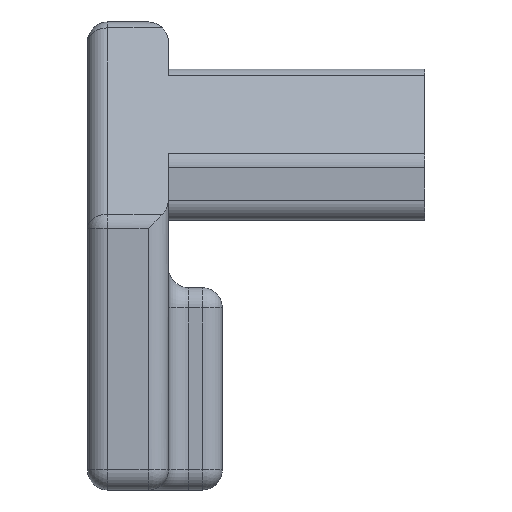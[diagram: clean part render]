
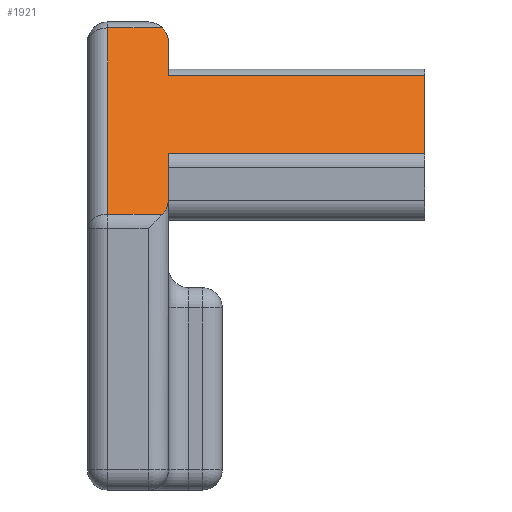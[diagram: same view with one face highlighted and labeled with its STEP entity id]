
A CAD part, left-side view. The second image highlights one B-rep face of the part: STEP entity #1921.
In plain terms, the highlighted planar face has unit normal (-0.707, 0, 0.707).
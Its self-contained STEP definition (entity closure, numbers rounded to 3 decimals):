
#27 = VERTEX_POINT ( 'NONE', #854 ) ;
#30 = EDGE_CURVE ( 'NONE', #324, #1973, #2001, .T. ) ;
#124 = VECTOR ( 'NONE', #964, 1000. ) ;
#134 = ORIENTED_EDGE ( 'NONE', *, *, #2223, .T. ) ;
#205 = ORIENTED_EDGE ( 'NONE', *, *, #1250, .F. ) ;
#248 = ORIENTED_EDGE ( 'NONE', *, *, #822, .F. ) ;
#304 = CARTESIAN_POINT ( 'NONE',  ( -97.561, 25.439, 10.439 ) ) ;
#324 = VERTEX_POINT ( 'NONE', #1029 ) ;
#341 = DIRECTION ( 'NONE',  ( 0., -1., 0. ) ) ;
#343 = CARTESIAN_POINT ( 'NONE',  ( -93.061, 25., 14.939 ) ) ;
#348 = ORIENTED_EDGE ( 'NONE', *, *, #1658, .F. ) ;
#371 = VERTEX_POINT ( 'NONE', #1356 ) ;
#393 = LINE ( 'NONE', #415, #1122 ) ;
#398 = DIRECTION ( 'NONE',  ( 0., 1., 0. ) ) ;
#400 = EDGE_LOOP ( 'NONE', ( #248, #1251, #643, #1066, #1862, #581, #205, #348, #134, #1493 ) ) ;
#406 = VERTEX_POINT ( 'NONE', #1099 ) ;
#415 = CARTESIAN_POINT ( 'NONE',  ( -83.3, 25., 24.7 ) ) ;
#416 = CARTESIAN_POINT ( 'NONE',  ( -87.239, 31., 20.761 ) ) ;
#419 = LINE ( 'NONE', #466, #124 ) ;
#457 = CARTESIAN_POINT ( 'NONE',  ( -84.8, 25., 23.2 ) ) ;
#466 = CARTESIAN_POINT ( 'NONE',  ( -83.3, 29.5, 24.7 ) ) ;
#488 = CARTESIAN_POINT ( 'NONE',  ( -98., 6., 10. ) ) ;
#516 = CARTESIAN_POINT ( 'NONE',  ( -83.3, 25., 24.7 ) ) ;
#581 = ORIENTED_EDGE ( 'NONE', *, *, #30, .F. ) ;
#643 = ORIENTED_EDGE ( 'NONE', *, *, #1606, .F. ) ;
#683 = LINE ( 'NONE', #516, #1168 ) ;
#760 = VERTEX_POINT ( 'NONE', #343 ) ;
#776 = DIRECTION ( 'NONE',  ( 0.707, 0., 0.707 ) ) ;
#779 = CARTESIAN_POINT ( 'NONE',  ( -84.024, 25.154, 23.976 ) ) ;
#807 = CARTESIAN_POINT ( 'NONE',  ( -93.061, 6., 14.939 ) ) ;
#822 = EDGE_CURVE ( 'NONE', #2069, #27, #393, .T. ) ;
#854 = CARTESIAN_POINT ( 'NONE',  ( -87.239, 25., 20.761 ) ) ;
#897 = CARTESIAN_POINT ( 'NONE',  ( -97.561, 31., 10.439 ) ) ;
#903 = VERTEX_POINT ( 'NONE', #1991 ) ;
#964 = DIRECTION ( 'NONE',  ( 0.707, 0., 0.707 ) ) ;
#971 = LINE ( 'NONE', #488, #1966 ) ;
#984 = CARTESIAN_POINT ( 'NONE',  ( -96.903, 25., 11.097 ) ) ;
#1029 = CARTESIAN_POINT ( 'NONE',  ( -96.5, 25., 11.5 ) ) ;
#1035 = CARTESIAN_POINT ( 'NONE',  ( -97.276, 25.154, 10.724 ) ) ;
#1066 = ORIENTED_EDGE ( 'NONE', *, *, #1563, .F. ) ;
#1099 = CARTESIAN_POINT ( 'NONE',  ( -83.739, 29.5, 24.261 ) ) ;
#1122 = VECTOR ( 'NONE', #1296, 1000. ) ;
#1168 = VECTOR ( 'NONE', #1208, 1000. ) ;
#1174 = VECTOR ( 'NONE', #1190, 1000. ) ;
#1190 = DIRECTION ( 'NONE',  ( 0., 1., 0. ) ) ;
#1203 = CARTESIAN_POINT ( 'NONE',  ( -83.739, 31., 24.261 ) ) ;
#1208 = DIRECTION ( 'NONE',  ( -0.707, 0., -0.707 ) ) ;
#1214 = VECTOR ( 'NONE', #341, 1000. ) ;
#1250 = EDGE_CURVE ( 'NONE', #760, #324, #683, .T. ) ;
#1251 = ORIENTED_EDGE ( 'NONE', *, *, #1548, .F. ) ;
#1296 = DIRECTION ( 'NONE',  ( -0.707, 0., -0.707 ) ) ;
#1300 = CARTESIAN_POINT ( 'NONE',  ( -87.239, 6., 20.761 ) ) ;
#1356 = CARTESIAN_POINT ( 'NONE',  ( -83.739, 25.439, 24.261 ) ) ;
#1437 = EDGE_CURVE ( 'NONE', #1973, #903, #1962, .T. ) ;
#1454 = DIRECTION ( 'NONE',  ( 0., -1., 0. ) ) ;
#1493 = ORIENTED_EDGE ( 'NONE', *, *, #1956, .F. ) ;
#1497 = VECTOR ( 'NONE', #398, 1000. ) ;
#1545 = VERTEX_POINT ( 'NONE', #1300 ) ;
#1548 = EDGE_CURVE ( 'NONE', #371, #2069, #1710, .T. ) ;
#1554 = CARTESIAN_POINT ( 'NONE',  ( -96.5, 25., 11.5 ) ) ;
#1563 = EDGE_CURVE ( 'NONE', #903, #406, #419, .T. ) ;
#1606 = EDGE_CURVE ( 'NONE', #406, #371, #1910, .T. ) ;
#1629 = DIRECTION ( 'NONE',  ( 0.707, 0., -0.707 ) ) ;
#1645 = CARTESIAN_POINT ( 'NONE',  ( -84.8, 25., 23.2 ) ) ;
#1658 = EDGE_CURVE ( 'NONE', #2168, #760, #1922, .T. ) ;
#1689 = VECTOR ( 'NONE', #1454, 1000. ) ;
#1710 =( BOUNDED_CURVE ( )  B_SPLINE_CURVE ( 3, ( #2212, #779, #2173, #1645 ),
 .UNSPECIFIED., .F., .T. ) 
 B_SPLINE_CURVE_WITH_KNOTS ( ( 4, 4 ),
 ( 3.927, 4.712 ),
 .UNSPECIFIED. ) 
 CURVE ( )  GEOMETRIC_REPRESENTATION_ITEM ( )  RATIONAL_B_SPLINE_CURVE ( ( 1., 0.949, 0.949, 1. ) ) 
 REPRESENTATION_ITEM ( '' )  );
#1830 = LINE ( 'NONE', #416, #1689 ) ;
#1862 = ORIENTED_EDGE ( 'NONE', *, *, #1437, .F. ) ;
#1882 = DIRECTION ( 'NONE',  ( 0.707, 0., 0.707 ) ) ;
#1896 = CARTESIAN_POINT ( 'NONE',  ( -93.061, 25., 14.939 ) ) ;
#1910 = LINE ( 'NONE', #1203, #1214 ) ;
#1921 = ADVANCED_FACE ( 'NONE', ( #2021 ), #2150, .F. ) ;
#1922 = LINE ( 'NONE', #1896, #1174 ) ;
#1956 = EDGE_CURVE ( 'NONE', #27, #1545, #1830, .T. ) ;
#1962 = LINE ( 'NONE', #897, #1497 ) ;
#1966 = VECTOR ( 'NONE', #1882, 1000. ) ;
#1973 = VERTEX_POINT ( 'NONE', #2160 ) ;
#1991 = CARTESIAN_POINT ( 'NONE',  ( -97.561, 29.5, 10.439 ) ) ;
#2001 =( BOUNDED_CURVE ( )  B_SPLINE_CURVE ( 3, ( #1554, #984, #1035, #304 ),
 .UNSPECIFIED., .F., .F. ) 
 B_SPLINE_CURVE_WITH_KNOTS ( ( 4, 4 ),
 ( 4.712, 5.498 ),
 .UNSPECIFIED. ) 
 CURVE ( )  GEOMETRIC_REPRESENTATION_ITEM ( )  RATIONAL_B_SPLINE_CURVE ( ( 1., 0.949, 0.949, 1. ) ) 
 REPRESENTATION_ITEM ( '' )  );
#2021 = FACE_OUTER_BOUND ( 'NONE', #400, .T. ) ;
#2069 = VERTEX_POINT ( 'NONE', #457 ) ;
#2150 = PLANE ( 'NONE',  #2200 ) ;
#2160 = CARTESIAN_POINT ( 'NONE',  ( -97.561, 25.439, 10.439 ) ) ;
#2168 = VERTEX_POINT ( 'NONE', #807 ) ;
#2173 = CARTESIAN_POINT ( 'NONE',  ( -84.397, 25., 23.603 ) ) ;
#2200 = AXIS2_PLACEMENT_3D ( 'NONE', #2233, #1629, #776 ) ;
#2212 = CARTESIAN_POINT ( 'NONE',  ( -83.739, 25.439, 24.261 ) ) ;
#2223 = EDGE_CURVE ( 'NONE', #2168, #1545, #971, .T. ) ;
#2233 = CARTESIAN_POINT ( 'NONE',  ( -83.3, 31., 24.7 ) ) ;
